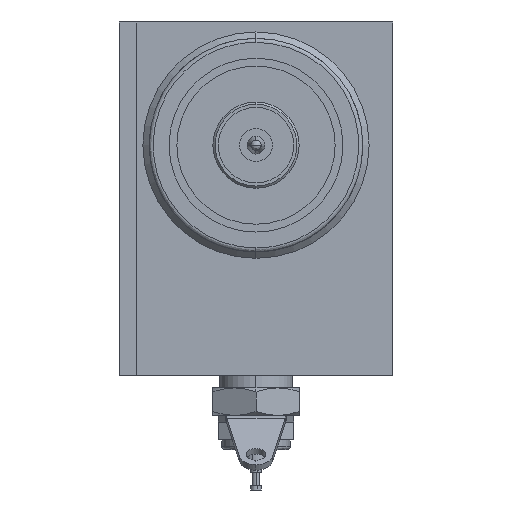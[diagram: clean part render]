
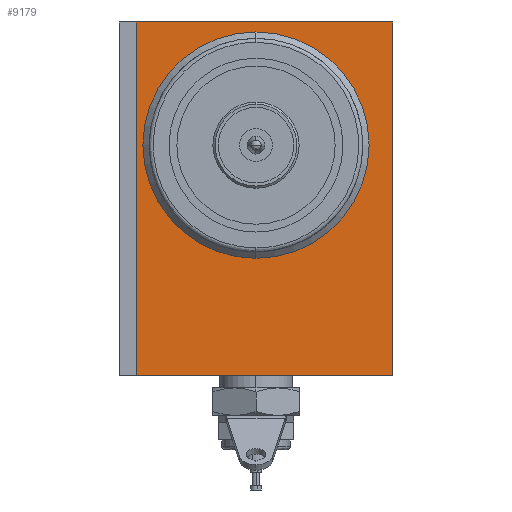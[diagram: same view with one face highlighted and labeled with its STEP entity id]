
A CAD part, left-side view. The second image highlights one B-rep face of the part: STEP entity #9179.
In plain terms, the highlighted planar face has unit normal (-1, 0, 0).
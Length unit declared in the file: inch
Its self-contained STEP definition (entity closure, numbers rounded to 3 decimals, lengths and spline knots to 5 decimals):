
#254 = LINE ( 'NONE', #5561, #14972 ) ;
#957 = CARTESIAN_POINT ( 'NONE',  ( -0.4225, 0.937, 0.645 ) ) ;
#2423 = EDGE_CURVE ( 'NONE', #10928, #12320, #7478, .T. ) ;
#4192 = DIRECTION ( 'NONE',  ( 0., 1., 0. ) ) ;
#4864 = DIRECTION ( 'NONE',  ( 0., 0., -1. ) ) ;
#5256 = VECTOR ( 'NONE', #4192, 39.37008 ) ;
#5561 = CARTESIAN_POINT ( 'NONE',  ( -0.4225, 0.937, 0.645 ) ) ;
#5969 = VERTEX_POINT ( 'NONE', #14032 ) ;
#6192 = ORIENTED_EDGE ( 'NONE', *, *, #2423, .F. ) ;
#6377 = VERTEX_POINT ( 'NONE', #15945 ) ;
#6873 = LINE ( 'NONE', #12165, #5256 ) ;
#7478 = LINE ( 'NONE', #10080, #13356 ) ;
#7557 = DIRECTION ( 'NONE',  ( 0., 0., -1. ) ) ;
#7956 = EDGE_CURVE ( 'NONE', #6377, #10928, #11357, .T. ) ;
#8677 = CARTESIAN_POINT ( 'NONE',  ( -0.4225, 0.937, 0.645 ) ) ;
#9179 = ADVANCED_FACE ( 'NONE', ( #12660 ), #12916, .F. ) ;
#9875 = VECTOR ( 'NONE', #12574, 39.37008 ) ;
#10080 = CARTESIAN_POINT ( 'NONE',  ( -0.4225, 0., 0.645 ) ) ;
#10273 = ORIENTED_EDGE ( 'NONE', *, *, #11771, .F. ) ;
#10640 = CARTESIAN_POINT ( 'NONE',  ( -0.4225, 0., 0.645 ) ) ;
#10928 = VERTEX_POINT ( 'NONE', #10640 ) ;
#11357 = LINE ( 'NONE', #8677, #9875 ) ;
#11771 = EDGE_CURVE ( 'NONE', #12320, #5969, #6873, .T. ) ;
#11993 = CARTESIAN_POINT ( 'NONE',  ( -0.4225, 0., -0.645 ) ) ;
#12155 = EDGE_CURVE ( 'NONE', #5969, #6377, #254, .T. ) ;
#12165 = CARTESIAN_POINT ( 'NONE',  ( -0.4225, 0.937, -0.645 ) ) ;
#12318 = DIRECTION ( 'NONE',  ( 0., 0., 1. ) ) ;
#12320 = VERTEX_POINT ( 'NONE', #11993 ) ;
#12574 = DIRECTION ( 'NONE',  ( 0., -1., 0. ) ) ;
#12660 = FACE_OUTER_BOUND ( 'NONE', #16150, .T. ) ;
#12785 = ORIENTED_EDGE ( 'NONE', *, *, #12155, .F. ) ;
#12916 = PLANE ( 'NONE',  #15994 ) ;
#13356 = VECTOR ( 'NONE', #4864, 39.37008 ) ;
#14032 = CARTESIAN_POINT ( 'NONE',  ( -0.4225, 0.937, -0.645 ) ) ;
#14148 = DIRECTION ( 'NONE',  ( 1., 0., 0. ) ) ;
#14972 = VECTOR ( 'NONE', #12318, 39.37008 ) ;
#15074 = ORIENTED_EDGE ( 'NONE', *, *, #7956, .F. ) ;
#15945 = CARTESIAN_POINT ( 'NONE',  ( -0.4225, 0.937, 0.645 ) ) ;
#15994 = AXIS2_PLACEMENT_3D ( 'NONE', #957, #14148, #7557 ) ;
#16150 = EDGE_LOOP ( 'NONE', ( #15074, #12785, #10273, #6192 ) ) ;
